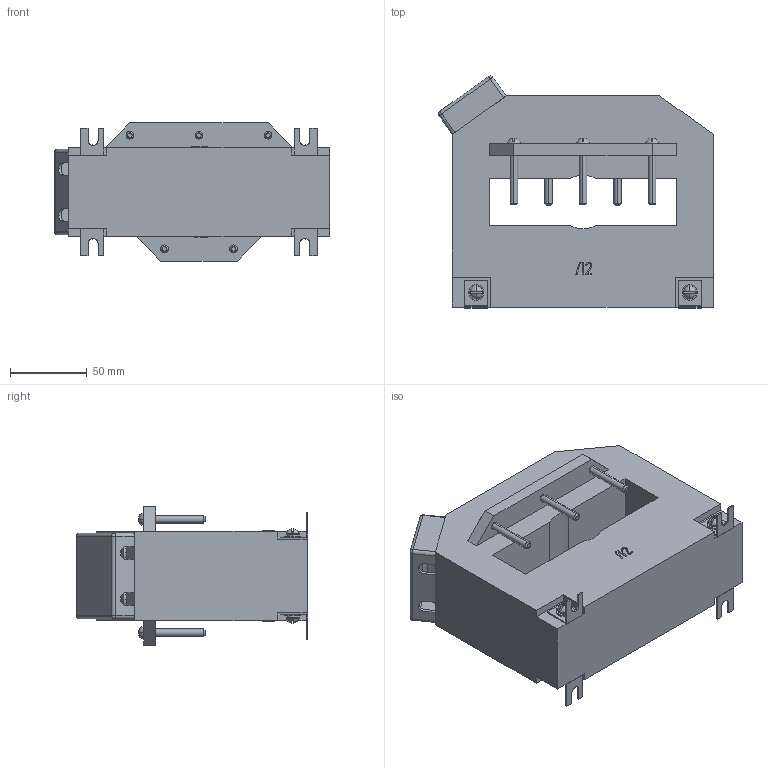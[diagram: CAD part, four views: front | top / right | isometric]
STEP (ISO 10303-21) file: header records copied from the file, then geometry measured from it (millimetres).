
FILE_DESCRIPTION (( 'STEP AP214' ), '1' );
FILE_NAME ('ﾒﾒ-0,66-ﾒﾘﾋ II3.STEP', '2023-08-10T20:04:11', ( '' ), ( '' ), 'SwSTEP 2.0', 'SolidWorks 2019', '' );
FILE_SCHEMA (( 'AUTOMOTIVE_DESIGN' ));
Length unit declared in the file: millimetre
Products named in the file (1): ﾒﾒ-0,66-ﾒﾘﾋ II3
Bounding box: 179.08 x 151.04 x 90 mm (x, y, z)
Volume: 1119951.2 mm3; surface area: 116836.1 mm2
Topology: 25 solids, 25 shells, 534 faces, 1294 edges, 832 vertices
Faces by surface type: plane 248, cylinder 138, bspline 74, sphere 30, torus 22, cone 22
Entity records: 23810 total; most frequent: CARTESIAN_POINT 5327, ORIENTED_EDGE 2572, DIRECTION 2488, EDGE_CURVE 1286, AXIS2_PLACEMENT_3D 913, VERTEX_POINT 832, LINE 662, VECTOR 662
